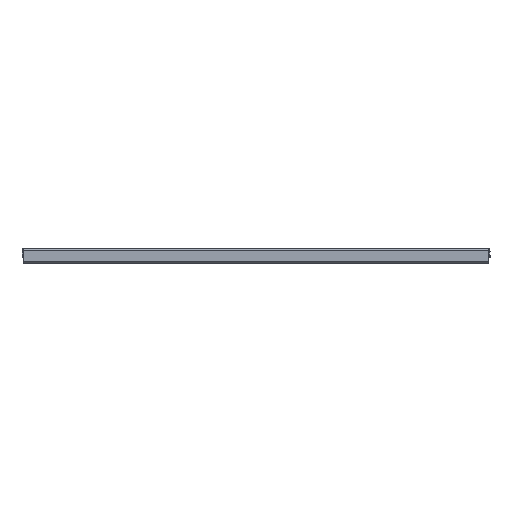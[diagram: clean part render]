
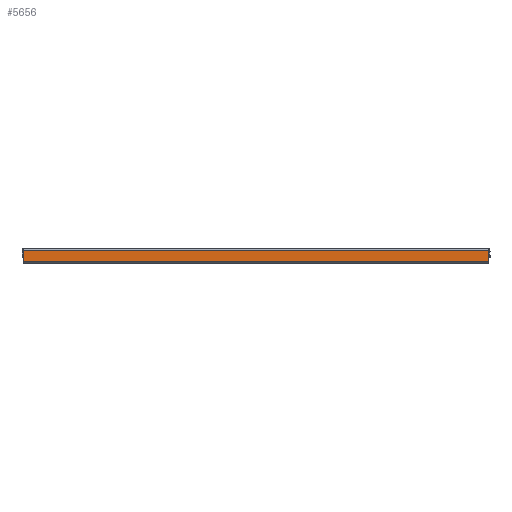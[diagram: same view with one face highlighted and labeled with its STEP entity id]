
A CAD part, top view. The second image highlights one B-rep face of the part: STEP entity #5656.
In plain terms, the highlighted planar face has unit normal (0, 0, 1).
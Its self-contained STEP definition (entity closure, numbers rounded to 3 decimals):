
#266 = LINE ( 'NONE', #3450, #5424 ) ;
#577 = CARTESIAN_POINT ( 'NONE',  ( 546., -30., 249. ) ) ;
#1433 = AXIS2_PLACEMENT_3D ( 'NONE', #14615, #2623, #13228 ) ;
#2211 = LINE ( 'NONE', #6883, #3574 ) ;
#2412 = DIRECTION ( 'NONE',  ( -1., 0., 0. ) ) ;
#2623 = DIRECTION ( 'NONE',  ( 0., 0., 1. ) ) ;
#2721 = FACE_OUTER_BOUND ( 'NONE', #6482, .T. ) ;
#3264 = DIRECTION ( 'NONE',  ( -1., 0., 0. ) ) ;
#3450 = CARTESIAN_POINT ( 'NONE',  ( 0., -3., 249. ) ) ;
#3574 = VECTOR ( 'NONE', #2412, 1000. ) ;
#3775 = ORIENTED_EDGE ( 'NONE', *, *, #19330, .T. ) ;
#5158 = VECTOR ( 'NONE', #11906, 1000. ) ;
#5254 = VERTEX_POINT ( 'NONE', #11962 ) ;
#5424 = VECTOR ( 'NONE', #3264, 1000. ) ;
#5656 = ADVANCED_FACE ( 'NONE', ( #2721 ), #16305, .T. ) ;
#5866 = CARTESIAN_POINT ( 'NONE',  ( 546., -30., 249. ) ) ;
#6482 = EDGE_LOOP ( 'NONE', ( #11376, #3775, #11247, #14579 ) ) ;
#6621 = CARTESIAN_POINT ( 'NONE',  ( -546., -1.5, 249. ) ) ;
#6716 = DIRECTION ( 'NONE',  ( 0., 1., 0. ) ) ;
#6883 = CARTESIAN_POINT ( 'NONE',  ( -546., -30., 249. ) ) ;
#7007 = VECTOR ( 'NONE', #6716, 1000. ) ;
#11072 = LINE ( 'NONE', #6621, #7007 ) ;
#11247 = ORIENTED_EDGE ( 'NONE', *, *, #17181, .F. ) ;
#11376 = ORIENTED_EDGE ( 'NONE', *, *, #13546, .F. ) ;
#11906 = DIRECTION ( 'NONE',  ( 0., -1., 0. ) ) ;
#11962 = CARTESIAN_POINT ( 'NONE',  ( -546., -3., 249. ) ) ;
#12517 = CARTESIAN_POINT ( 'NONE',  ( 546., -3., 249. ) ) ;
#13228 = DIRECTION ( 'NONE',  ( 0., -1., 0. ) ) ;
#13238 = VERTEX_POINT ( 'NONE', #12517 ) ;
#13546 = EDGE_CURVE ( 'NONE', #13238, #16721, #19453, .T. ) ;
#14509 = VERTEX_POINT ( 'NONE', #18388 ) ;
#14543 = EDGE_CURVE ( 'NONE', #16721, #14509, #2211, .T. ) ;
#14579 = ORIENTED_EDGE ( 'NONE', *, *, #14543, .F. ) ;
#14615 = CARTESIAN_POINT ( 'NONE',  ( 0., 0., 249. ) ) ;
#16305 = PLANE ( 'NONE',  #1433 ) ;
#16721 = VERTEX_POINT ( 'NONE', #577 ) ;
#17181 = EDGE_CURVE ( 'NONE', #14509, #5254, #11072, .T. ) ;
#18388 = CARTESIAN_POINT ( 'NONE',  ( -546., -30., 249. ) ) ;
#19330 = EDGE_CURVE ( 'NONE', #13238, #5254, #266, .T. ) ;
#19453 = LINE ( 'NONE', #5866, #5158 ) ;
